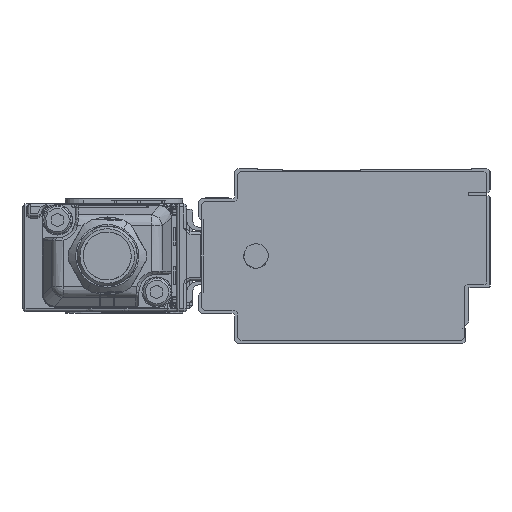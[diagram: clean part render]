
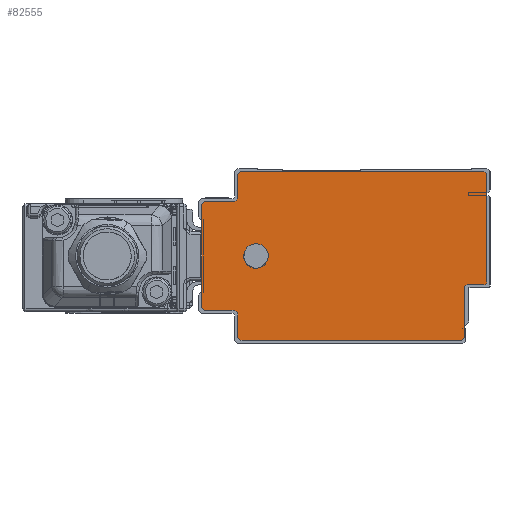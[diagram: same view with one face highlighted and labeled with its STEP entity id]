
A CAD part, left-side view. The second image highlights one B-rep face of the part: STEP entity #82555.
In plain terms, the highlighted planar face has unit normal (-1, 0, 0).
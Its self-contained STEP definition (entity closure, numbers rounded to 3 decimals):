
#80403=AXIS2_PLACEMENT_3D('Circle Axis2P3D',#80401,#80402,$) ;
#80441=AXIS2_PLACEMENT_3D('Circle Axis2P3D',#80439,#80440,$) ;
#80479=AXIS2_PLACEMENT_3D('Circle Axis2P3D',#80477,#80478,$) ;
#80517=AXIS2_PLACEMENT_3D('Circle Axis2P3D',#80515,#80516,$) ;
#82438=AXIS2_PLACEMENT_3D('Plane Axis2P3D',#82435,#82436,#82437) ;
#82442=AXIS2_PLACEMENT_3D('Circle Axis2P3D',#82440,#82441,$) ;
#82456=AXIS2_PLACEMENT_3D('Circle Axis2P3D',#82454,#82455,$) ;
#82470=AXIS2_PLACEMENT_3D('Circle Axis2P3D',#82468,#82469,$) ;
#82484=AXIS2_PLACEMENT_3D('Circle Axis2P3D',#82482,#82483,$) ;
#82498=AXIS2_PLACEMENT_3D('Circle Axis2P3D',#82496,#82497,$) ;
#82512=AXIS2_PLACEMENT_3D('Circle Axis2P3D',#82510,#82511,$) ;
#82539=AXIS2_PLACEMENT_3D('Circle Axis2P3D',#82537,#82538,$) ;
#82548=AXIS2_PLACEMENT_3D('Circle Axis2P3D',#82546,#82547,$) ;
#80359=CARTESIAN_POINT('Line Origine',(-1975.5,44.,14.5)) ;
#80363=CARTESIAN_POINT('Vertex',(-1975.5,44.,6.)) ;
#80365=CARTESIAN_POINT('Vertex',(-1975.5,44.,23.)) ;
#80401=CARTESIAN_POINT('Axis2P3D Location',(-1975.5,43.5,23.)) ;
#80405=CARTESIAN_POINT('Vertex',(-1975.5,43.5,23.5)) ;
#80420=CARTESIAN_POINT('Line Origine',(-1975.5,41.25,23.5)) ;
#80424=CARTESIAN_POINT('Vertex',(-1975.5,39.,23.5)) ;
#80439=CARTESIAN_POINT('Axis2P3D Location',(-1975.5,39.,24.5)) ;
#80443=CARTESIAN_POINT('Vertex',(-1975.5,38.,24.5)) ;
#80458=CARTESIAN_POINT('Line Origine',(-1975.5,38.,26.25)) ;
#80462=CARTESIAN_POINT('Vertex',(-1975.5,38.,28.)) ;
#80477=CARTESIAN_POINT('Axis2P3D Location',(-1975.5,37.5,28.)) ;
#80481=CARTESIAN_POINT('Vertex',(-1975.5,37.5,28.5)) ;
#80496=CARTESIAN_POINT('Line Origine',(-1975.5,17.25,28.5)) ;
#80500=CARTESIAN_POINT('Vertex',(-1975.5,-3.,28.5)) ;
#80515=CARTESIAN_POINT('Axis2P3D Location',(-1975.5,-3.,28.)) ;
#80519=CARTESIAN_POINT('Vertex',(-1975.5,-3.5,28.)) ;
#80534=CARTESIAN_POINT('Line Origine',(-1975.5,-3.5,19.1)) ;
#80538=CARTESIAN_POINT('Vertex',(-1975.5,-3.5,10.2)) ;
#82435=CARTESIAN_POINT('Axis2P3D Location',(-1975.5,0.,0.)) ;
#82440=CARTESIAN_POINT('Axis2P3D Location',(-1975.5,43.5,6.)) ;
#82444=CARTESIAN_POINT('Vertex',(-1975.5,43.5,5.5)) ;
#82447=CARTESIAN_POINT('Line Origine',(-1975.5,41.25,5.5)) ;
#82451=CARTESIAN_POINT('Vertex',(-1975.5,39.,5.5)) ;
#82454=CARTESIAN_POINT('Axis2P3D Location',(-1975.5,39.,4.5)) ;
#82458=CARTESIAN_POINT('Vertex',(-1975.5,38.,4.5)) ;
#82461=CARTESIAN_POINT('Line Origine',(-1975.5,38.,2.75)) ;
#82465=CARTESIAN_POINT('Vertex',(-1975.5,38.,1.)) ;
#82468=CARTESIAN_POINT('Axis2P3D Location',(-1975.5,37.5,1.)) ;
#82472=CARTESIAN_POINT('Vertex',(-1975.5,37.5,0.5)) ;
#82475=CARTESIAN_POINT('Line Origine',(-1975.5,19.15,0.5)) ;
#82479=CARTESIAN_POINT('Vertex',(-1975.5,0.8,0.5)) ;
#82482=CARTESIAN_POINT('Axis2P3D Location',(-1975.5,0.8,1.)) ;
#82486=CARTESIAN_POINT('Vertex',(-1975.5,0.3,1.)) ;
#82489=CARTESIAN_POINT('Line Origine',(-1975.5,0.3,5.1)) ;
#82493=CARTESIAN_POINT('Vertex',(-1975.5,0.3,9.2)) ;
#82496=CARTESIAN_POINT('Axis2P3D Location',(-1975.5,-0.2,9.2)) ;
#82500=CARTESIAN_POINT('Vertex',(-1975.5,-0.2,9.7)) ;
#82503=CARTESIAN_POINT('Line Origine',(-1975.5,-1.6,9.7)) ;
#82507=CARTESIAN_POINT('Vertex',(-1975.5,-3.,9.7)) ;
#82510=CARTESIAN_POINT('Axis2P3D Location',(-1975.5,-3.,10.2)) ;
#82537=CARTESIAN_POINT('Axis2P3D Location',(-1975.5,35.,14.5)) ;
#82541=CARTESIAN_POINT('Vertex',(-1975.5,33.186,13.509)) ;
#82543=CARTESIAN_POINT('Vertex',(-1975.5,36.814,15.491)) ;
#82546=CARTESIAN_POINT('Axis2P3D Location',(-1975.5,35.,14.5)) ;
#80360=DIRECTION('Vector Direction',(0.,0.,1.)) ;
#80402=DIRECTION('Axis2P3D Direction',(1.,0.,0.)) ;
#80421=DIRECTION('Vector Direction',(0.,1.,0.)) ;
#80440=DIRECTION('Axis2P3D Direction',(1.,0.,0.)) ;
#80459=DIRECTION('Vector Direction',(0.,0.,1.)) ;
#80478=DIRECTION('Axis2P3D Direction',(1.,0.,0.)) ;
#80497=DIRECTION('Vector Direction',(0.,1.,0.)) ;
#80516=DIRECTION('Axis2P3D Direction',(1.,0.,-0.)) ;
#80535=DIRECTION('Vector Direction',(0.,0.,-1.)) ;
#82436=DIRECTION('Axis2P3D Direction',(1.,0.,0.)) ;
#82437=DIRECTION('Axis2P3D XDirection',(0.,1.,0.)) ;
#82441=DIRECTION('Axis2P3D Direction',(1.,0.,0.)) ;
#82448=DIRECTION('Vector Direction',(0.,-1.,0.)) ;
#82455=DIRECTION('Axis2P3D Direction',(1.,0.,0.)) ;
#82462=DIRECTION('Vector Direction',(0.,0.,1.)) ;
#82469=DIRECTION('Axis2P3D Direction',(1.,0.,0.)) ;
#82476=DIRECTION('Vector Direction',(0.,-1.,0.)) ;
#82483=DIRECTION('Axis2P3D Direction',(1.,0.,0.)) ;
#82490=DIRECTION('Vector Direction',(0.,0.,-1.)) ;
#82497=DIRECTION('Axis2P3D Direction',(1.,0.,0.)) ;
#82504=DIRECTION('Vector Direction',(0.,1.,0.)) ;
#82511=DIRECTION('Axis2P3D Direction',(1.,0.,0.)) ;
#82538=DIRECTION('Axis2P3D Direction',(1.,0.,0.)) ;
#82547=DIRECTION('Axis2P3D Direction',(1.,0.,0.)) ;
#80361=VECTOR('Line Direction',#80360,1.) ;
#80422=VECTOR('Line Direction',#80421,1.) ;
#80460=VECTOR('Line Direction',#80459,1.) ;
#80498=VECTOR('Line Direction',#80497,1.) ;
#80536=VECTOR('Line Direction',#80535,1.) ;
#82449=VECTOR('Line Direction',#82448,1.) ;
#82463=VECTOR('Line Direction',#82462,1.) ;
#82477=VECTOR('Line Direction',#82476,1.) ;
#82491=VECTOR('Line Direction',#82490,1.) ;
#82505=VECTOR('Line Direction',#82504,1.) ;
#82516=ORIENTED_EDGE('',*,*,#80502,.F.) ;
#82517=ORIENTED_EDGE('',*,*,#80483,.F.) ;
#82518=ORIENTED_EDGE('',*,*,#80464,.F.) ;
#82519=ORIENTED_EDGE('',*,*,#80445,.F.) ;
#82520=ORIENTED_EDGE('',*,*,#80426,.F.) ;
#82521=ORIENTED_EDGE('',*,*,#80407,.F.) ;
#82522=ORIENTED_EDGE('',*,*,#80367,.F.) ;
#82523=ORIENTED_EDGE('',*,*,#82446,.F.) ;
#82524=ORIENTED_EDGE('',*,*,#82453,.F.) ;
#82525=ORIENTED_EDGE('',*,*,#82460,.F.) ;
#82526=ORIENTED_EDGE('',*,*,#82467,.F.) ;
#82527=ORIENTED_EDGE('',*,*,#82474,.F.) ;
#82528=ORIENTED_EDGE('',*,*,#82481,.F.) ;
#82529=ORIENTED_EDGE('',*,*,#82488,.F.) ;
#82530=ORIENTED_EDGE('',*,*,#82495,.F.) ;
#82531=ORIENTED_EDGE('',*,*,#82502,.F.) ;
#82532=ORIENTED_EDGE('',*,*,#82509,.F.) ;
#82533=ORIENTED_EDGE('',*,*,#82514,.F.) ;
#82534=ORIENTED_EDGE('',*,*,#80540,.F.) ;
#82535=ORIENTED_EDGE('',*,*,#80521,.F.) ;
#82552=ORIENTED_EDGE('',*,*,#82545,.T.) ;
#82553=ORIENTED_EDGE('',*,*,#82550,.T.) ;
#82554=FACE_BOUND('',#82551,.T.) ;
#82555=ADVANCED_FACE('\X2\FF8EFF9EFF83FF9EFF68FF70\X0\.2',(#82536,#82554),#82439,.F.) ;
#80404=CIRCLE('generated circle',#80403,0.5) ;
#80442=CIRCLE('generated circle',#80441,1.) ;
#80480=CIRCLE('generated circle',#80479,0.5) ;
#80518=CIRCLE('generated circle',#80517,0.5) ;
#82443=CIRCLE('generated circle',#82442,0.5) ;
#82457=CIRCLE('generated circle',#82456,1.) ;
#82471=CIRCLE('generated circle',#82470,0.5) ;
#82485=CIRCLE('generated circle',#82484,0.5) ;
#82499=CIRCLE('generated circle',#82498,0.5) ;
#82513=CIRCLE('generated circle',#82512,0.5) ;
#82540=CIRCLE('generated circle',#82539,2.067) ;
#82549=CIRCLE('generated circle',#82548,2.067) ;
#80367=EDGE_CURVE('',#80364,#80366,#80362,.T.) ;
#80407=EDGE_CURVE('',#80366,#80406,#80404,.T.) ;
#80426=EDGE_CURVE('',#80406,#80425,#80423,.F.) ;
#80445=EDGE_CURVE('',#80425,#80444,#80442,.F.) ;
#80464=EDGE_CURVE('',#80444,#80463,#80461,.T.) ;
#80483=EDGE_CURVE('',#80463,#80482,#80480,.T.) ;
#80502=EDGE_CURVE('',#80482,#80501,#80499,.F.) ;
#80521=EDGE_CURVE('',#80501,#80520,#80518,.T.) ;
#80540=EDGE_CURVE('',#80520,#80539,#80537,.T.) ;
#82446=EDGE_CURVE('',#82445,#80364,#82443,.T.) ;
#82453=EDGE_CURVE('',#82452,#82445,#82450,.F.) ;
#82460=EDGE_CURVE('',#82459,#82452,#82457,.F.) ;
#82467=EDGE_CURVE('',#82466,#82459,#82464,.T.) ;
#82474=EDGE_CURVE('',#82473,#82466,#82471,.T.) ;
#82481=EDGE_CURVE('',#82480,#82473,#82478,.F.) ;
#82488=EDGE_CURVE('',#82487,#82480,#82485,.T.) ;
#82495=EDGE_CURVE('',#82494,#82487,#82492,.T.) ;
#82502=EDGE_CURVE('',#82501,#82494,#82499,.F.) ;
#82509=EDGE_CURVE('',#82508,#82501,#82506,.T.) ;
#82514=EDGE_CURVE('',#80539,#82508,#82513,.T.) ;
#82545=EDGE_CURVE('',#82542,#82544,#82540,.T.) ;
#82550=EDGE_CURVE('',#82544,#82542,#82549,.T.) ;
#82515=EDGE_LOOP('',(#82516,#82517,#82518,#82519,#82520,#82521,#82522,#82523,#82524,#82525,#82526,#82527,#82528,#82529,#82530,#82531,#82532,#82533,#82534,#82535)) ;
#82551=EDGE_LOOP('',(#82552,#82553)) ;
#82536=FACE_OUTER_BOUND('',#82515,.T.) ;
#80362=LINE('Line',#80359,#80361) ;
#80423=LINE('Line',#80420,#80422) ;
#80461=LINE('Line',#80458,#80460) ;
#80499=LINE('Line',#80496,#80498) ;
#80537=LINE('Line',#80534,#80536) ;
#82450=LINE('Line',#82447,#82449) ;
#82464=LINE('Line',#82461,#82463) ;
#82478=LINE('Line',#82475,#82477) ;
#82492=LINE('Line',#82489,#82491) ;
#82506=LINE('Line',#82503,#82505) ;
#82439=PLANE('Plane',#82438) ;
#80364=VERTEX_POINT('',#80363) ;
#80366=VERTEX_POINT('',#80365) ;
#80406=VERTEX_POINT('',#80405) ;
#80425=VERTEX_POINT('',#80424) ;
#80444=VERTEX_POINT('',#80443) ;
#80463=VERTEX_POINT('',#80462) ;
#80482=VERTEX_POINT('',#80481) ;
#80501=VERTEX_POINT('',#80500) ;
#80520=VERTEX_POINT('',#80519) ;
#80539=VERTEX_POINT('',#80538) ;
#82445=VERTEX_POINT('',#82444) ;
#82452=VERTEX_POINT('',#82451) ;
#82459=VERTEX_POINT('',#82458) ;
#82466=VERTEX_POINT('',#82465) ;
#82473=VERTEX_POINT('',#82472) ;
#82480=VERTEX_POINT('',#82479) ;
#82487=VERTEX_POINT('',#82486) ;
#82494=VERTEX_POINT('',#82493) ;
#82501=VERTEX_POINT('',#82500) ;
#82508=VERTEX_POINT('',#82507) ;
#82542=VERTEX_POINT('',#82541) ;
#82544=VERTEX_POINT('',#82543) ;
